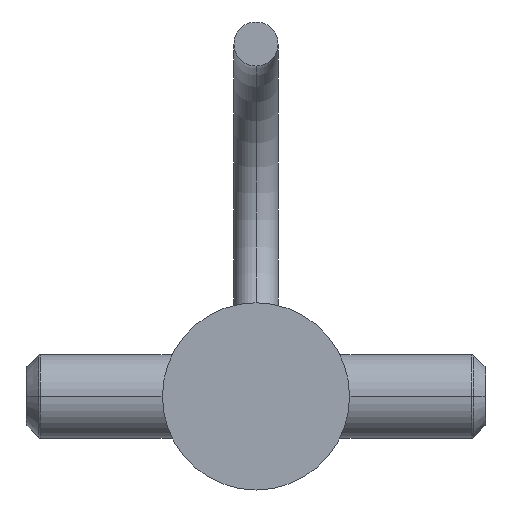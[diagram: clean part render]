
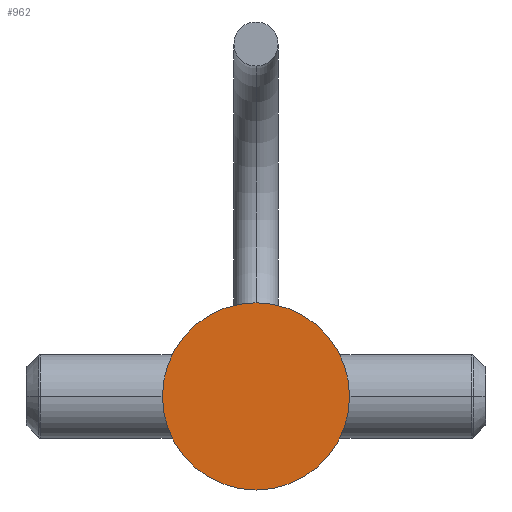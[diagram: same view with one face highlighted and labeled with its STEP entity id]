
A CAD part, front view. The second image highlights one B-rep face of the part: STEP entity #962.
In plain terms, the highlighted planar face has unit normal (0, -1, 0).
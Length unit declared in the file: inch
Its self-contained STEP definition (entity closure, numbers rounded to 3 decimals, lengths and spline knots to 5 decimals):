
#2=CARTESIAN_POINT('',(0.,0.,0.));
#3=DIRECTION('',(0.,-1.,0.));
#4=DIRECTION('',(1.,0.,0.));
#5=AXIS2_PLACEMENT_3D('',#2,#3,#4);
#12=CARTESIAN_POINT('',(0.,0.,0.));
#13=DIRECTION('',(0.,1.,0.));
#14=DIRECTION('',(1.,0.,0.));
#15=AXIS2_PLACEMENT_3D('',#12,#13,#14);
#812=CARTESIAN_POINT('',(1.0625,0.,0.));
#813=CARTESIAN_POINT('',(-1.0625,0.,0.));
#814=VERTEX_POINT('',#812);
#815=VERTEX_POINT('',#813);
#952=CARTESIAN_POINT('',(0.,0.,0.));
#953=DIRECTION('',(0.,-1.,0.));
#954=DIRECTION('',(-1.,0.,0.));
#955=AXIS2_PLACEMENT_3D('',#952,#953,#954);
#956=PLANE('',#955);
#957=ORIENTED_EDGE('',*,*,#941,.F.);
#959=ORIENTED_EDGE('',*,*,#958,.T.);
#960=EDGE_LOOP('',(#957,#959));
#961=FACE_OUTER_BOUND('',#960,.F.);
#962=ADVANCED_FACE('',(#961),#956,.T.);
#6=CIRCLE('',#5,1.0625);
#16=CIRCLE('',#15,1.0625);
#941=EDGE_CURVE('',#814,#815,#6,.T.);
#958=EDGE_CURVE('',#814,#815,#16,.T.);
